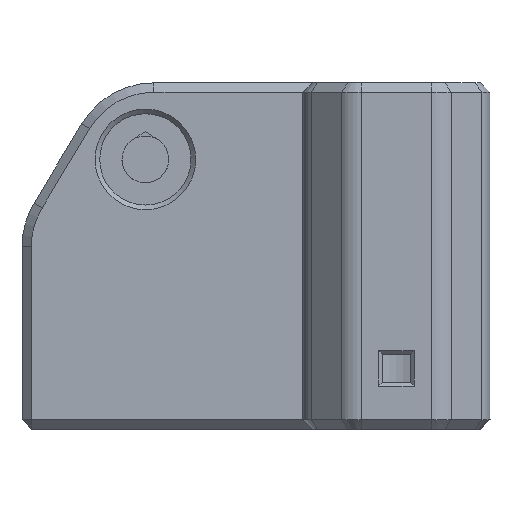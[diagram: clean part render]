
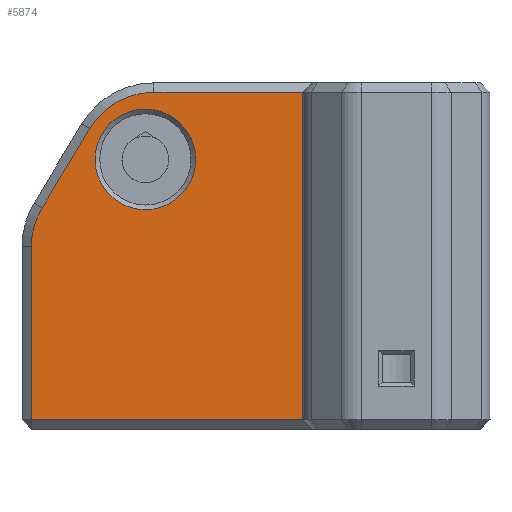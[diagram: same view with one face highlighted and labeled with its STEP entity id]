
A CAD part, front view. The second image highlights one B-rep face of the part: STEP entity #5874.
In plain terms, the highlighted planar face has unit normal (0, -1, 0).
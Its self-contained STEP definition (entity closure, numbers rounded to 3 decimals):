
#141=FACE_BOUND('',#914,.T.);
#343=PLANE('',#6270);
#543=FACE_OUTER_BOUND('',#913,.T.);
#913=EDGE_LOOP('',(#4098,#4099,#4100,#4101,#4102,#4103,#4104));
#914=EDGE_LOOP('',(#4105));
#1343=LINE('',#8324,#1901);
#1344=LINE('',#8326,#1902);
#1345=LINE('',#8330,#1903);
#1346=LINE('',#8334,#1904);
#1347=LINE('',#8335,#1905);
#1901=VECTOR('',#6798,1.);
#1902=VECTOR('',#6799,1.);
#1903=VECTOR('',#6802,1.);
#1904=VECTOR('',#6805,1.);
#1905=VECTOR('',#6806,1.);
#2451=CIRCLE('',#6266,5.375);
#2454=CIRCLE('',#6271,8.);
#2455=CIRCLE('',#6272,8.);
#2644=VERTEX_POINT('',#8312);
#2647=VERTEX_POINT('',#8322);
#2648=VERTEX_POINT('',#8323);
#2649=VERTEX_POINT('',#8325);
#2650=VERTEX_POINT('',#8327);
#2651=VERTEX_POINT('',#8329);
#2652=VERTEX_POINT('',#8331);
#2653=VERTEX_POINT('',#8333);
#3199=EDGE_CURVE('',#2644,#2644,#2451,.T.);
#3204=EDGE_CURVE('',#2647,#2648,#1343,.T.);
#3205=EDGE_CURVE('',#2649,#2647,#1344,.T.);
#3206=EDGE_CURVE('',#2650,#2649,#2454,.T.);
#3207=EDGE_CURVE('',#2651,#2650,#1345,.T.);
#3208=EDGE_CURVE('',#2652,#2651,#2455,.T.);
#3209=EDGE_CURVE('',#2653,#2652,#1346,.T.);
#3210=EDGE_CURVE('',#2648,#2653,#1347,.T.);
#4098=ORIENTED_EDGE('',*,*,#3204,.F.);
#4099=ORIENTED_EDGE('',*,*,#3205,.F.);
#4100=ORIENTED_EDGE('',*,*,#3206,.F.);
#4101=ORIENTED_EDGE('',*,*,#3207,.F.);
#4102=ORIENTED_EDGE('',*,*,#3208,.F.);
#4103=ORIENTED_EDGE('',*,*,#3209,.F.);
#4104=ORIENTED_EDGE('',*,*,#3210,.F.);
#4105=ORIENTED_EDGE('',*,*,#3199,.F.);
#5874=ADVANCED_FACE('',(#543,#141),#343,.T.);
#6266=AXIS2_PLACEMENT_3D('',#8313,#6786,#6787);
#6270=AXIS2_PLACEMENT_3D('',#8321,#6796,#6797);
#6271=AXIS2_PLACEMENT_3D('',#8328,#6800,#6801);
#6272=AXIS2_PLACEMENT_3D('',#8332,#6803,#6804);
#6786=DIRECTION('center_axis',(0.,-1.,0.));
#6787=DIRECTION('ref_axis',(1.,0.,0.));
#6796=DIRECTION('center_axis',(0.,-1.,0.));
#6797=DIRECTION('ref_axis',(1.,0.,0.));
#6798=DIRECTION('',(0.,0.,-1.));
#6799=DIRECTION('',(1.,0.,0.));
#6800=DIRECTION('center_axis',(0.,1.,0.));
#6801=DIRECTION('ref_axis',(-0.857,0.,0.514));
#6802=DIRECTION('',(0.514,0.,0.857));
#6803=DIRECTION('center_axis',(0.,1.,0.));
#6804=DIRECTION('ref_axis',(-1.,0.,0.));
#6805=DIRECTION('',(0.,0.,1.));
#6806=DIRECTION('',(-1.,0.,0.));
#8312=CARTESIAN_POINT('',(-42.195,15.,28.82));
#8313=CARTESIAN_POINT('Origin',(-36.82,15.,28.82));
#8321=CARTESIAN_POINT('Origin',(-50.,15.,37.));
#8322=CARTESIAN_POINT('',(-20.,15.,36.));
#8323=CARTESIAN_POINT('',(-20.,15.,1.));
#8324=CARTESIAN_POINT('',(-20.,15.,37.));
#8325=CARTESIAN_POINT('',(-35.904,15.,36.));
#8326=CARTESIAN_POINT('',(-35.904,15.,36.));
#8327=CARTESIAN_POINT('',(-42.764,15.,32.116));
#8328=CARTESIAN_POINT('Origin',(-35.904,15.,28.));
#8329=CARTESIAN_POINT('',(-47.86,15.,23.623));
#8330=CARTESIAN_POINT('',(-47.86,15.,23.623));
#8331=CARTESIAN_POINT('',(-49.,15.,19.507));
#8332=CARTESIAN_POINT('Origin',(-41.,15.,19.507));
#8333=CARTESIAN_POINT('',(-49.,15.,1.));
#8334=CARTESIAN_POINT('',(-49.,15.,0.));
#8335=CARTESIAN_POINT('',(-20.,15.,1.));
